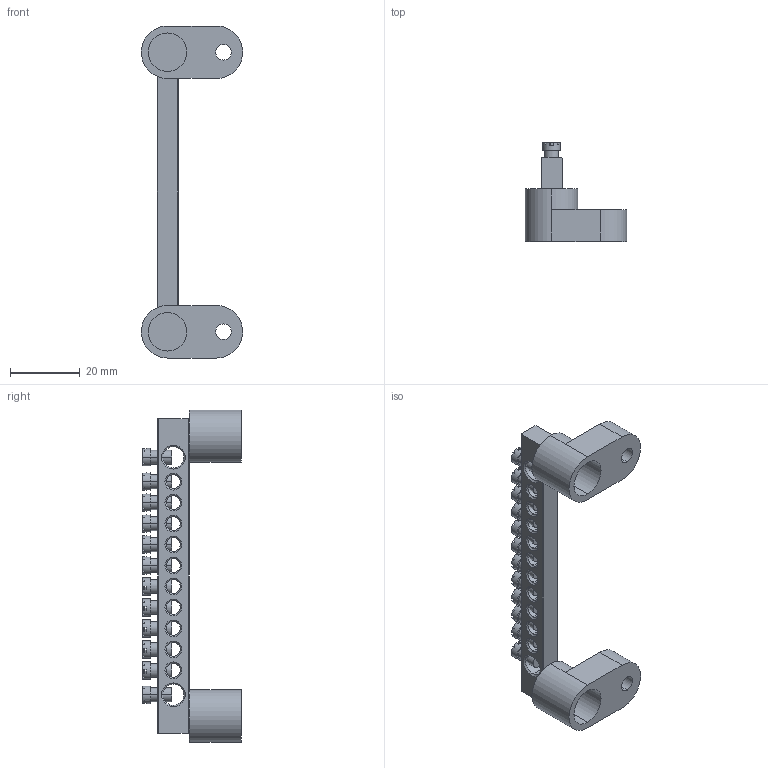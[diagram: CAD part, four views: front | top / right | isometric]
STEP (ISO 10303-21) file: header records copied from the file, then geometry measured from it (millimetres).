
FILE_DESCRIPTION (( 'STEP AP214' ), '1' );
FILE_NAME ('YNN10-69-12C2-K05 Øèíà PE çåìëÿ íà äâóõ óãëîâûõ èçîë ØÍÈ-6õ9-12-Ó2-Æ ÈÝÊ.STEP', '2016-08-24T06:11:54', ( 'user' ), ( '' ), 'SwSTEP 2.0', 'SolidWorks 2014', '' );
FILE_SCHEMA (( 'AUTOMOTIVE_DESIGN' ));
Length unit declared in the file: millimetre
Products named in the file (4): Âèíò_Œ4; Øèíà ÂõÍ n-2_6å9 12-2; YNN10-69-12C2-K05 Øèíà PE çåìëÿ íà äâóõ óãëîâûõ èçîë ØÍÈ-6õ9-12-Ó2-Æ ÈÝÊ; Óãëîâîé èçîëÿòîð äëÿ 0 øèíû æ¸ëòûé
Assembly tree (15 placements, depth 2):
  YNN10-69-12C2-K05 Øèíà PE çåìëÿ íà äâóõ óãëîâûõ èçîë ØÍÈ-6õ9-12-Ó2-Æ ÈÝÊ
    Óãëîâîé èçîëÿòîð äëÿ 0 øèíû æ¸ëòûé  x2
    Øèíà ÂõÍ n-2_6å9 12-2
    Âèíò_Œ4  x12
Bounding box: 29 x 28.3 x 95 mm (x, y, z)
Volume: 11500.8 mm3; surface area: 9884.3 mm2
Topology: 15 solids, 15 shells, 644 faces, 1720 edges, 1108 vertices
Faces by surface type: plane 394, cone 136, cylinder 114
Entity records: 6943 total; most frequent: CARTESIAN_POINT 1684, DIRECTION 1055, ORIENTED_EDGE 938, EDGE_CURVE 469, AXIS2_PLACEMENT_3D 416, VERTEX_POINT 287, EDGE_LOOP 248, VECTOR 223
